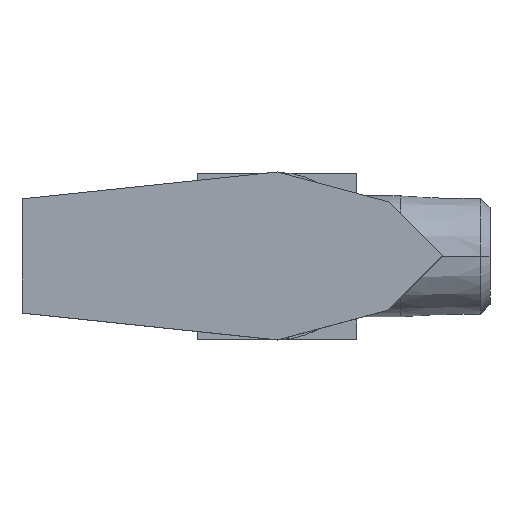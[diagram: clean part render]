
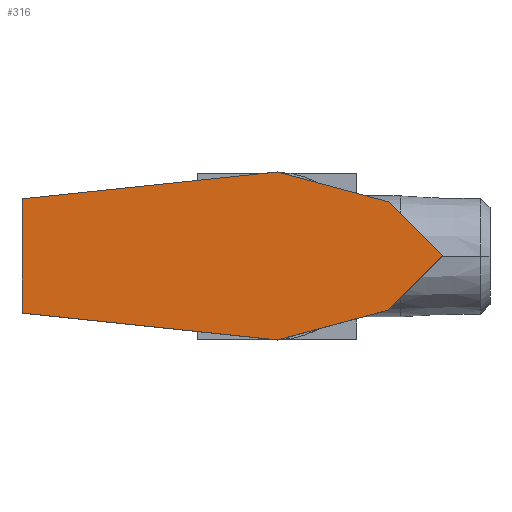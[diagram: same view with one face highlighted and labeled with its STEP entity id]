
A CAD part, top view. The second image highlights one B-rep face of the part: STEP entity #316.
In plain terms, the highlighted planar face has unit normal (0, 0, 1).
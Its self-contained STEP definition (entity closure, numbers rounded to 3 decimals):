
#253=CARTESIAN_POINT('POINT17',(-28.956,-6.482,
   39.116));
#254=VERTEX_POINT('VERTEX17',#253);
#255=CARTESIAN_POINT('POINT18',(-28.956,6.482,
   39.116));
#256=VERTEX_POINT('VERTEX18',#255);
#257=CARTESIAN_POINT('POS25',(-28.956,-6.482,
   39.116));
#258=DIRECTION('DIR41',(0.,1.,0.));
#259=VECTOR('VEC9',#258,25.4);
#260=LINE('STRAIGHT9',#257,#259);
#261=EDGE_CURVE('EDGE25',#254,#256,#260,.T.);
#262=ORIENTED_EDGE('COEDGE45',*,*,#261,.F.);
#263=CARTESIAN_POINT('POINT19',(0.,-9.525,39.116));
#264=VERTEX_POINT('VERTEX19',#263);
#265=CARTESIAN_POINT('POS26',(0.,-9.525,39.116));
#266=DIRECTION('DIR42',(-0.995,0.105,
   0.));
#267=VECTOR('VEC10',#266,25.4);
#268=LINE('STRAIGHT10',#265,#267);
#269=EDGE_CURVE('EDGE26',#264,#254,#268,.T.);
#270=ORIENTED_EDGE('COEDGE46',*,*,#269,.F.);
#271=CARTESIAN_POINT('POINT20',(12.664,
   -6.132,39.116));
#272=VERTEX_POINT('VERTEX20',#271);
#273=CARTESIAN_POINT('POS27',(12.664,
   -6.132,39.116));
#274=DIRECTION('DIR43',(-0.966,-0.259,
   0.));
#275=VECTOR('VEC11',#274,25.4);
#276=LINE('STRAIGHT11',#273,#275);
#277=EDGE_CURVE('EDGE27',#272,#264,#276,.T.);
#278=ORIENTED_EDGE('COEDGE47',*,*,#277,.F.);
#279=CARTESIAN_POINT('POINT21',(18.796,0.,39.116));
#280=VERTEX_POINT('VERTEX21',#279);
#281=CARTESIAN_POINT('POS28',(18.796,0.,39.116));
#282=DIRECTION('DIR44',(-0.707,-0.707,
   0.));
#283=VECTOR('VEC12',#282,25.4);
#284=LINE('STRAIGHT12',#281,#283);
#285=EDGE_CURVE('EDGE28',#280,#272,#284,.T.);
#286=ORIENTED_EDGE('COEDGE48',*,*,#285,.F.);
#287=CARTESIAN_POINT('POINT22',(12.664,
   6.132,39.116));
#288=VERTEX_POINT('VERTEX22',#287);
#289=CARTESIAN_POINT('POS29',(12.664,
   6.132,39.116));
#290=DIRECTION('DIR45',(0.707,-0.707,
   0.));
#291=VECTOR('VEC13',#290,25.4);
#292=LINE('STRAIGHT13',#289,#291);
#293=EDGE_CURVE('EDGE29',#288,#280,#292,.T.);
#294=ORIENTED_EDGE('COEDGE49',*,*,#293,.F.);
#295=CARTESIAN_POINT('POINT23',(0.,9.525,39.116));
#296=VERTEX_POINT('VERTEX23',#295);
#297=CARTESIAN_POINT('POS30',(0.,9.525,39.116));
#298=DIRECTION('DIR46',(0.966,-0.259,
   0.));
#299=VECTOR('VEC14',#298,25.4);
#300=LINE('STRAIGHT14',#297,#299);
#301=EDGE_CURVE('EDGE30',#296,#288,#300,.T.);
#302=ORIENTED_EDGE('COEDGE50',*,*,#301,.F.);
#303=CARTESIAN_POINT('POS31',(-28.956,6.482,
   39.116));
#304=DIRECTION('DIR47',(0.995,0.105,
   0.));
#305=VECTOR('VEC15',#304,25.4);
#306=LINE('STRAIGHT15',#303,#305);
#307=EDGE_CURVE('EDGE31',#256,#296,#306,.T.);
#308=ORIENTED_EDGE('COEDGE51',*,*,#307,.F.);
#309=EDGE_LOOP('NONE',(#262,#270,#278,#286,#294,#302,#308));
#310=FACE_BOUND('LOOP1',#309,.T.);
#311=CARTESIAN_POINT('POS32',(-6.793,
   0.,39.116));
#312=DIRECTION('DIR48',(0.,0.,1.));
#313=DIRECTION('DIR49',(1.,0.,0.));
#314=AXIS2_PLACEMENT_3D('AXIS17',#311,#312,#313);
#315=PLANE('PLANE5',#314);
#316=ADVANCED_FACE('FACE13',(#310),#315,.T.);
